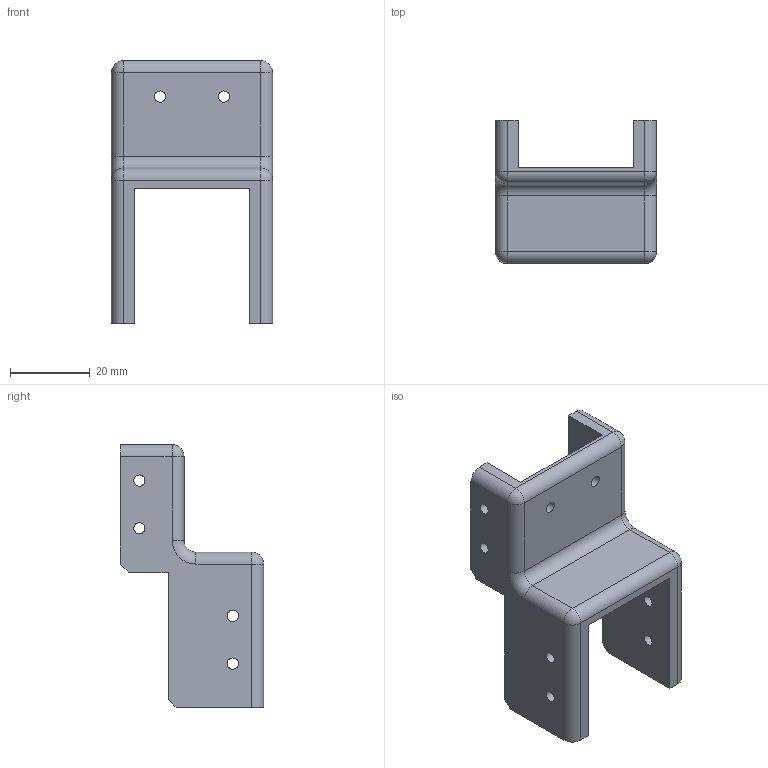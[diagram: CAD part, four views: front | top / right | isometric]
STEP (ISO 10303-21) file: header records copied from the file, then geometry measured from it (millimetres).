
FILE_DESCRIPTION(/* description */ ('Unknown'),/* implementation_level */ '2;1');
FILE_NAME(/* name */ 'neck_yaw_mounter',/* time_stamp */ '2017-12-12T19:11:05-05:00',/* author */ ('Unknown'),/* organization */ ('Unknown'),/* preprocessor_version */ 'ST-DEVELOPER v16.7',/* originating_system */ 'DEX',/* authorisation */ $);
FILE_SCHEMA (('AUTOMOTIVE_DESIGN {1 0 10303 214 3 1 1}'));
Length unit declared in the file: millimetre
Products named in the file (1): neck_yaw_mounter
Bounding box: 40.5 x 36 x 66 mm (x, y, z)
Volume: 22202.2 mm3; surface area: 10736.2 mm2
Topology: 1 solids, 1 shells, 51 faces, 133 edges, 80 vertices
Faces by surface type: plane 24, cylinder 21, sphere 4, torus 2
Full cylindrical faces by diameter (mm): 2.8 x10
Entity records: 1509 total; most frequent: DIRECTION 263, CARTESIAN_POINT 243, ORIENTED_EDGE 230, EDGE_CURVE 115, AXIS2_PLACEMENT_3D 96, EDGE_LOOP 81, FACE_BOUND 81, VERTEX_POINT 76
